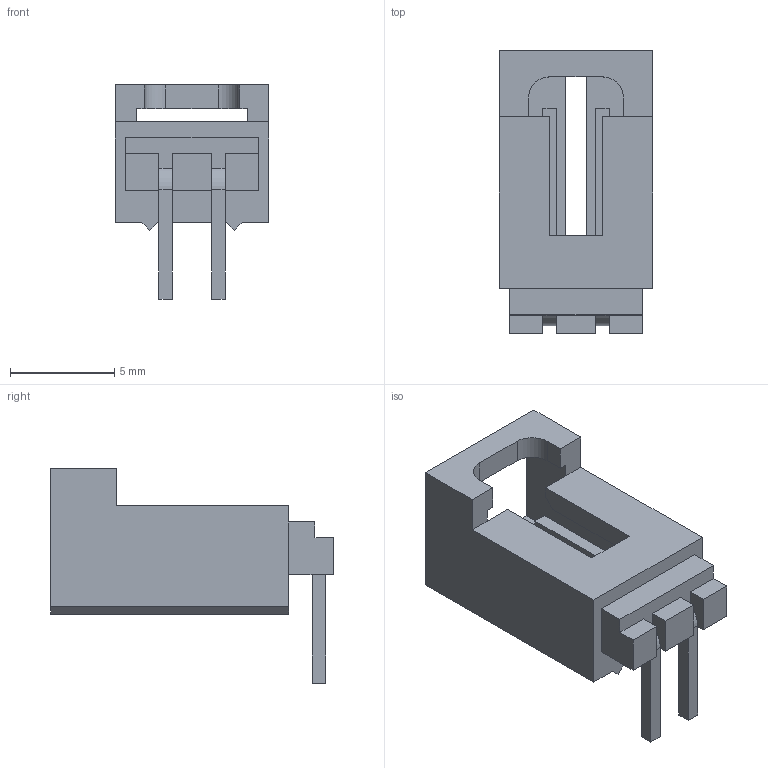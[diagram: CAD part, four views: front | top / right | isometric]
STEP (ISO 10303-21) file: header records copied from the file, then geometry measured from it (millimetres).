
FILE_DESCRIPTION(('FreeCAD Model'),'2;1');
FILE_NAME('705530001.step','2017-11-17T08:56:19', ('kicad StepUp'),('ksu MCAD'),'Open CASCADE STEP processor 7.1', 'FreeCAD','Unknown');
FILE_SCHEMA(('AUTOMOTIVE_DESIGN_CC2 { 1 2 10303 214 -1 1 5 4 }'));
Length unit declared in the file: millimetre
Products named in the file (1): 705530001
Bounding box: 7.37 x 13.59 x 10.29 mm (x, y, z)
Volume: 297.5 mm3; surface area: 604.4 mm2
Topology: 1 solids, 1 shells, 78 faces, 215 edges, 140 vertices
Faces by surface type: plane 74, cylinder 4
Entity records: 2992 total; most frequent: CARTESIAN_POINT 434, ORIENTED_EDGE 430, DIRECTION 381, EDGE_CURVE 215, LINE 207, VECTOR 207, VERTEX_POINT 140, AXIS2_PLACEMENT_3D 87
